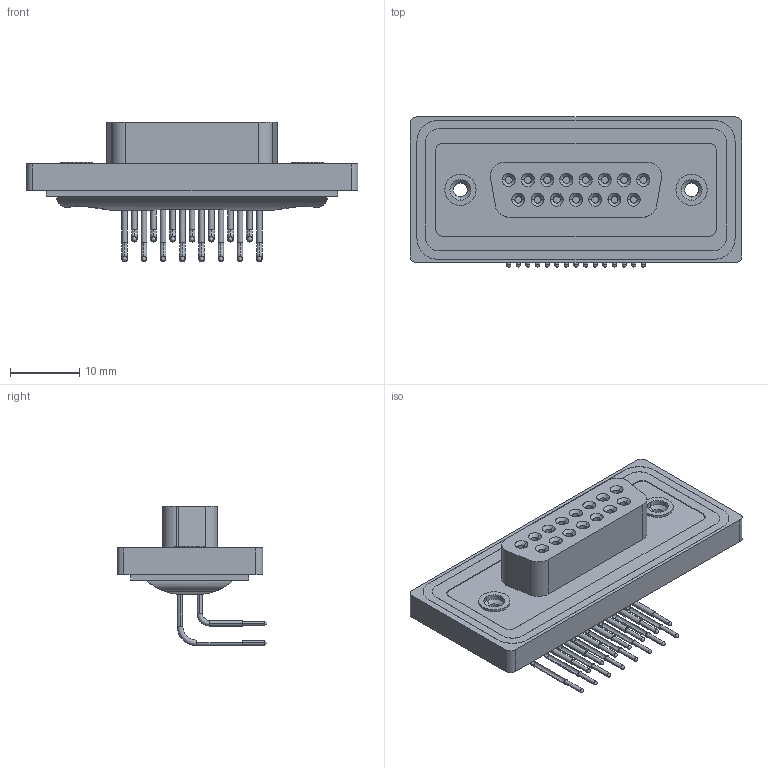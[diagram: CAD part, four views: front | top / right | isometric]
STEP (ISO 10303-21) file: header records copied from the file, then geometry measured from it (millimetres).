
FILE_DESCRIPTION(('STEP AP214'),'1');
FILE_NAME('connector_a-df_15_aa-wp.stp','2020-03-11T11:31:45',('TraceParts'),('TraceParts S.A.'),'Spatial InterOp 3D',' ',' ');
FILE_SCHEMA(('AUTOMOTIVE_DESIGN { 1 0 10303 214 1 1 1 1 }'));
Length unit declared in the file: millimetre
Products named in the file (1): connector_a-df_15_aa-wp
Bounding box: 47.8 x 21.6 x 20.09 mm (x, y, z)
Volume: 6199.4 mm3; surface area: 3989.1 mm2
Topology: 1 solids, 1 shells, 308 faces, 838 edges, 554 vertices
Faces by surface type: cylinder 166, plane 63, cone 34, torus 30, sphere 15
Entity records: 13900 total; most frequent: CARTESIAN_POINT 3629, DIRECTION 1680, ORIENTED_EDGE 1616, EDGE_CURVE 808, AXIS2_PLACEMENT_3D 703, VERTEX_POINT 554, CIRCLE 394, EDGE_LOOP 364
